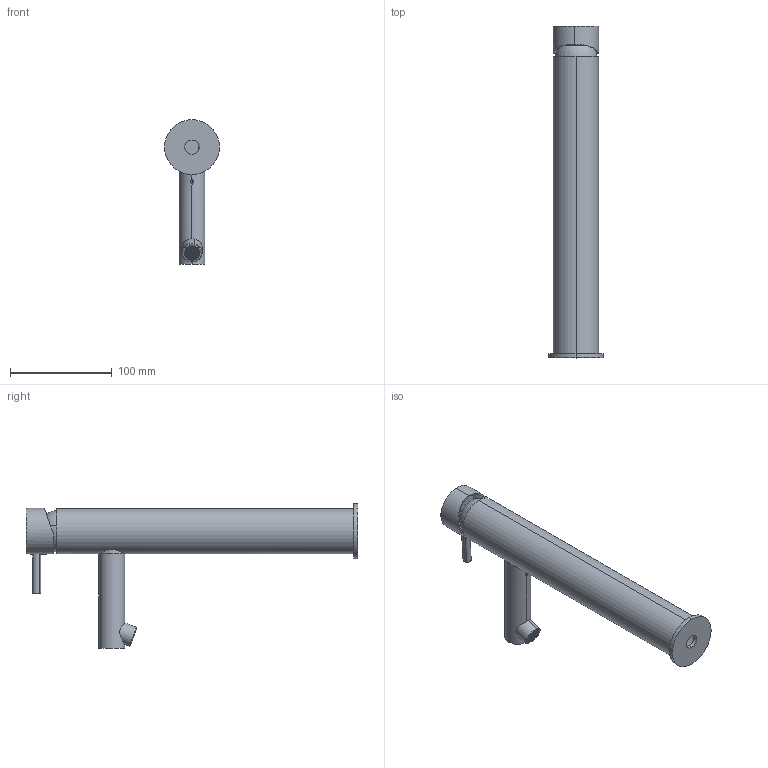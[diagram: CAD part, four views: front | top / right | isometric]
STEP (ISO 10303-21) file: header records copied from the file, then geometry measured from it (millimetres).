
FILE_DESCRIPTION (( 'STEP AP214' ), '1' );
FILE_NAME ('SUSSEX_SCALA_SEBM_extended basin_mixer_shell.STEP', '2021-06-24T06:23:14', ( '' ), ( '' ), 'SwSTEP 2.0', 'SolidWorks 2020', '' );
FILE_SCHEMA (( 'AUTOMOTIVE_DESIGN' ));
Length unit declared in the file: millimetre
Products named in the file (1): SUSSEX_SCALA_SEBM_extended basin_mixer_shell
Bounding box: 54 x 326.3 x 142.22 mm (x, y, z)
Volume: 108989.9 mm3; surface area: 115269.7 mm2
Topology: 9 solids, 9 shells, 1972 faces, 6153 edges, 4094 vertices
Faces by surface type: plane 1737, cylinder 140, bspline 66, cone 23, torus 6
Entity records: 71474 total; most frequent: CARTESIAN_POINT 16068, ORIENTED_EDGE 12304, DIRECTION 9982, EDGE_CURVE 6152, VECTOR 5404, LINE 5404, VERTEX_POINT 4094, EDGE_LOOP 2474
